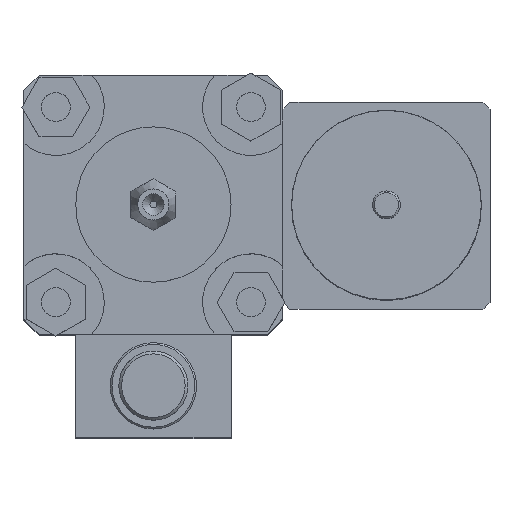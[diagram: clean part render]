
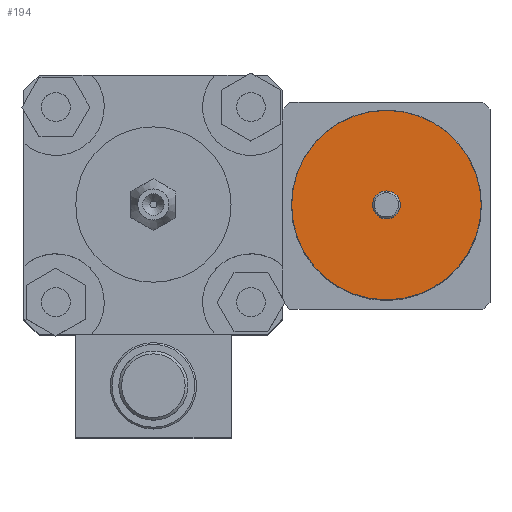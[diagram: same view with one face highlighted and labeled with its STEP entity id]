
A CAD part, top view. The second image highlights one B-rep face of the part: STEP entity #194.
In plain terms, the highlighted planar face has unit normal (0, 0, 1).
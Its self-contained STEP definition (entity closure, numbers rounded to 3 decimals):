
#160=CARTESIAN_POINT('',(67.5,-27.45,98.0));
#161=VERTEX_POINT('',#160);
#162=CARTESIAN_POINT('',(67.5,0.,98.0));
#163=DIRECTION('',(0.0,0.,1.0));
#164=DIRECTION('',(0.0,-1.0,0.));
#165=AXIS2_PLACEMENT_3D('',#162,#163,#164);
#166=CIRCLE('',#165,27.45);
#167=EDGE_CURVE('',#161,#161,#166,.T.);
#175=CARTESIAN_POINT('',(67.5,-15.725,98.));
#176=DIRECTION('',(0.0,0.0,1.0));
#177=DIRECTION('',(1.0,0.0,0.0));
#178=AXIS2_PLACEMENT_3D('',#175,#176,#177);
#179=PLANE('',#178);
#180=ORIENTED_EDGE('',*,*,#167,.T.);
#181=EDGE_LOOP('',(#180));
#182=FACE_OUTER_BOUND('',#181,.T.);
#183=CARTESIAN_POINT('',(67.5,-4.,98.));
#184=VERTEX_POINT('',#183);
#185=CARTESIAN_POINT('',(67.5,0.,98.));
#186=DIRECTION('',(0.0,0.,1.0));
#187=DIRECTION('',(0.0,-1.0,0.));
#188=AXIS2_PLACEMENT_3D('',#185,#186,#187);
#189=CIRCLE('',#188,4.);
#190=EDGE_CURVE('',#184,#184,#189,.T.);
#191=ORIENTED_EDGE('',*,*,#190,.F.);
#192=EDGE_LOOP('',(#191));
#193=FACE_BOUND('',#192,.T.);
#194=ADVANCED_FACE('',(#182,#193),#179,.T.);
